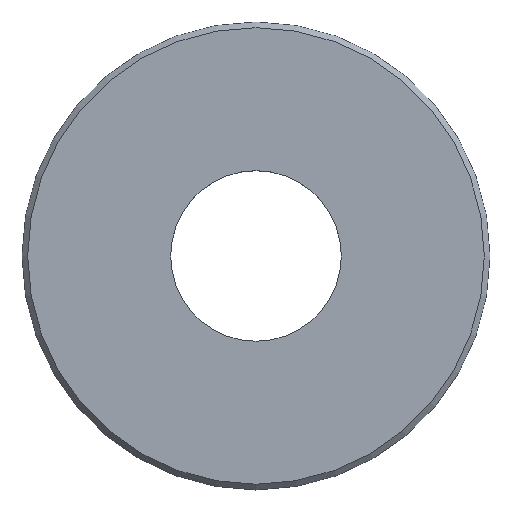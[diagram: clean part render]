
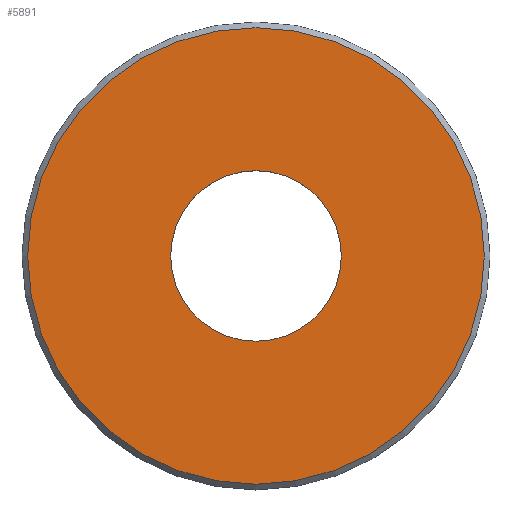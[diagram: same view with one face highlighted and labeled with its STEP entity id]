
A CAD part, top view. The second image highlights one B-rep face of the part: STEP entity #5891.
In plain terms, the highlighted planar face has unit normal (0, 0, 1).
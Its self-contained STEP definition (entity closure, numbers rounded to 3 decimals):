
#107 = CONICAL_SURFACE('',#108,24.7,0.785);
#108 = AXIS2_PLACEMENT_3D('',#109,#110,#111);
#109 = CARTESIAN_POINT('',(0.,0.,3.287));
#110 = DIRECTION('',(-0.,-0.,-1.));
#111 = DIRECTION('',(1.,0.,0.));
#204 = VERTEX_POINT('',#205);
#205 = CARTESIAN_POINT('',(24.1,0.,3.887));
#226 = EDGE_CURVE('',#204,#204,#227,.T.);
#227 = SURFACE_CURVE('',#228,(#233,#240),.PCURVE_S1.);
#228 = CIRCLE('',#229,24.1);
#229 = AXIS2_PLACEMENT_3D('',#230,#231,#232);
#230 = CARTESIAN_POINT('',(0.,0.,3.887));
#231 = DIRECTION('',(0.,0.,1.));
#232 = DIRECTION('',(1.,0.,-0.));
#233 = PCURVE('',#107,#234);
#234 = DEFINITIONAL_REPRESENTATION('',(#235),#239);
#235 = LINE('',#236,#237);
#236 = CARTESIAN_POINT('',(-0.,-0.6));
#237 = VECTOR('',#238,1.);
#238 = DIRECTION('',(-1.,-0.));
#239 = ( GEOMETRIC_REPRESENTATION_CONTEXT(2) 
PARAMETRIC_REPRESENTATION_CONTEXT() REPRESENTATION_CONTEXT('2D SPACE',''
  ) );
#240 = PCURVE('',#241,#246);
#241 = PLANE('',#242);
#242 = AXIS2_PLACEMENT_3D('',#243,#244,#245);
#243 = CARTESIAN_POINT('',(0.,0.,3.887));
#244 = DIRECTION('',(0.,0.,1.));
#245 = DIRECTION('',(1.,0.,0.));
#246 = DEFINITIONAL_REPRESENTATION('',(#247),#251);
#247 = CIRCLE('',#248,24.1);
#248 = AXIS2_PLACEMENT_2D('',#249,#250);
#249 = CARTESIAN_POINT('',(0.,0.));
#250 = DIRECTION('',(1.,0.));
#251 = ( GEOMETRIC_REPRESENTATION_CONTEXT(2) 
PARAMETRIC_REPRESENTATION_CONTEXT() REPRESENTATION_CONTEXT('2D SPACE',''
  ) );
#1680 = CYLINDRICAL_SURFACE('',#1681,9.003);
#1681 = AXIS2_PLACEMENT_3D('',#1682,#1683,#1684);
#1682 = CARTESIAN_POINT('',(0.,0.,
    3.887));
#1683 = DIRECTION('',(0.,0.,-1.));
#1684 = DIRECTION('',(-1.,0.,0.));
#5891 = ADVANCED_FACE('',(#5892,#5895),#241,.T.);
#5892 = FACE_BOUND('',#5893,.T.);
#5893 = EDGE_LOOP('',(#5894));
#5894 = ORIENTED_EDGE('',*,*,#226,.T.);
#5895 = FACE_BOUND('',#5896,.T.);
#5896 = EDGE_LOOP('',(#5897));
#5897 = ORIENTED_EDGE('',*,*,#5898,.T.);
#5898 = EDGE_CURVE('',#5899,#5899,#5901,.T.);
#5899 = VERTEX_POINT('',#5900);
#5900 = CARTESIAN_POINT('',(-9.003,0.,
    3.887));
#5901 = SURFACE_CURVE('',#5902,(#5907,#5918),.PCURVE_S1.);
#5902 = CIRCLE('',#5903,9.003);
#5903 = AXIS2_PLACEMENT_3D('',#5904,#5905,#5906);
#5904 = CARTESIAN_POINT('',(0.,0.,
    3.887));
#5905 = DIRECTION('',(0.,0.,-1.));
#5906 = DIRECTION('',(-1.,0.,0.));
#5907 = PCURVE('',#241,#5908);
#5908 = DEFINITIONAL_REPRESENTATION('',(#5909),#5917);
#5909 = ( BOUNDED_CURVE() B_SPLINE_CURVE(2,(#5910,#5911,#5912,#5913,
#5914,#5915,#5916),.UNSPECIFIED.,.T.,.F.) B_SPLINE_CURVE_WITH_KNOTS((1,2
    ,2,2,2,1),(-2.094,0.,2.094,4.189,
6.283,8.378),.UNSPECIFIED.) CURVE() 
GEOMETRIC_REPRESENTATION_ITEM() RATIONAL_B_SPLINE_CURVE((1.,0.5,1.,0.5,
1.,0.5,1.)) REPRESENTATION_ITEM('') );
#5910 = CARTESIAN_POINT('',(-9.003,0.));
#5911 = CARTESIAN_POINT('',(-9.003,15.594));
#5912 = CARTESIAN_POINT('',(4.502,7.797));
#5913 = CARTESIAN_POINT('',(18.007,0.));
#5914 = CARTESIAN_POINT('',(4.502,-7.797));
#5915 = CARTESIAN_POINT('',(-9.003,-15.594));
#5916 = CARTESIAN_POINT('',(-9.003,0.));
#5917 = ( GEOMETRIC_REPRESENTATION_CONTEXT(2) 
PARAMETRIC_REPRESENTATION_CONTEXT() REPRESENTATION_CONTEXT('2D SPACE',''
  ) );
#5918 = PCURVE('',#1680,#5919);
#5919 = DEFINITIONAL_REPRESENTATION('',(#5920),#5924);
#5920 = LINE('',#5921,#5922);
#5921 = CARTESIAN_POINT('',(0.,0.));
#5922 = VECTOR('',#5923,1.);
#5923 = DIRECTION('',(1.,0.));
#5924 = ( GEOMETRIC_REPRESENTATION_CONTEXT(2) 
PARAMETRIC_REPRESENTATION_CONTEXT() REPRESENTATION_CONTEXT('2D SPACE',''
  ) );
